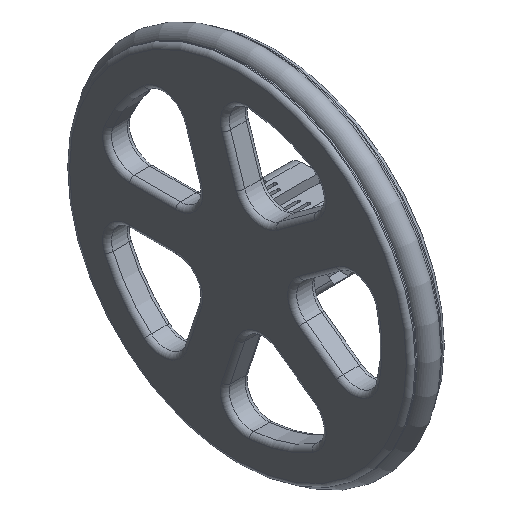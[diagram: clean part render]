
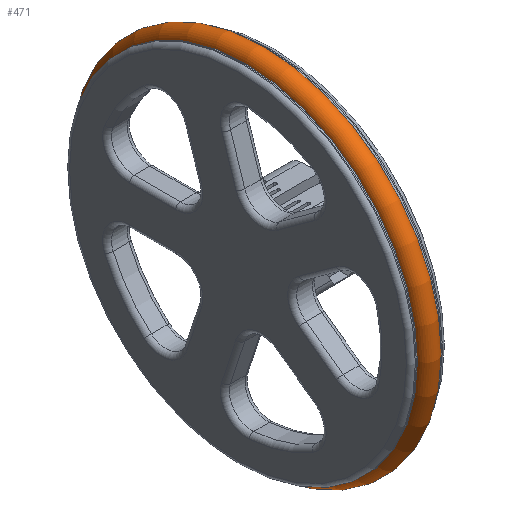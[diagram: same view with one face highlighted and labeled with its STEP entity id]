
A CAD part, isometric view. The second image highlights one B-rep face of the part: STEP entity #471.
In plain terms, the highlighted toroidal (fillet/blend) face has major radius 37.7 mm and minor radius 2.3 mm.
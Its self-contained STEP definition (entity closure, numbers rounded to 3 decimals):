
#471=ADVANCED_FACE('',(),#2738,.T.);
#2738=TOROIDAL_SURFACE('',#2739,37.7,2.3);
#2739=AXIS2_PLACEMENT_3D('',#2740,#2741,#2742);
#2740=CARTESIAN_POINT('',(-0.898,0.,0.));
#2741=DIRECTION('',(-1.,0.,0.));
#2742=DIRECTION('',(0.,0.,1.));
